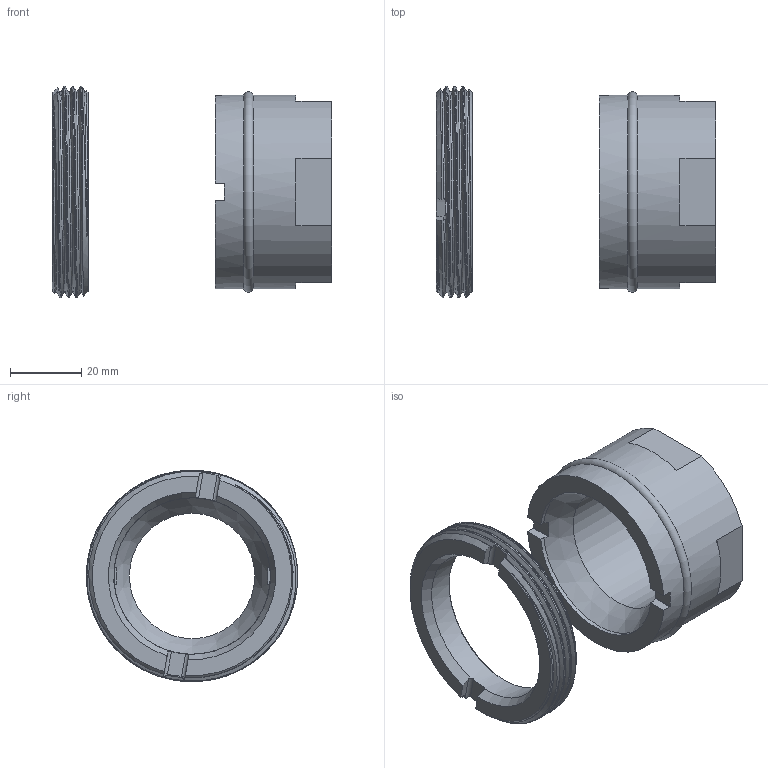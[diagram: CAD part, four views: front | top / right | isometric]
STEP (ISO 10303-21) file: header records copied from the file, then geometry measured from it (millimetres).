
FILE_DESCRIPTION(/* description */ ('','CAx-IF Rec.Pracs.---Representation and Presentation of Product Manufacturing Information (PMI)---4.0---2014-10-13'),/* implementation_level */ '2;1');
FILE_NAME(/* name */ '76458_LED_EasyFit_10.stp',/* time_stamp */ '2020-02-14T09:21:05+01:00',/* author */ ('guzb562'),/* organization */ (''),/* preprocessor_version */ 'ST-DEVELOPER v17.2',/* originating_system */ 'Autodesk Inventor 2019',/* authorisation */ '');
FILE_SCHEMA (('AP242_MANAGED_MODEL_BASED_3D_ENGINEERING_MIM_LF { 1 0 10303 442 1 1 4 }'));
Length unit declared in the file: millimetre
Products named in the file (3): Baugruppe1; 76458_LED_EasyFit_10; 73774_donut_inlet_sich_ring
Assembly tree (2 placements, depth 2):
  Baugruppe1
    76458_LED_EasyFit_10
    73774_donut_inlet_sich_ring
Bounding box: 78.36 x 59.35 x 59.4 mm (x, y, z)
Volume: 51131.4 mm3; surface area: 17842.4 mm2
Topology: 2 solids, 2 shells, 68 faces, 199 edges, 133 vertices
Faces by surface type: plane 26, bspline 20, cylinder 14, cone 7, torus 1
Full cylindrical faces by diameter (mm): 35.232 x1, 44 x1, 54.4 x2
Entity records: 13709 total; most frequent: CARTESIAN_POINT 11824, ORIENTED_EDGE 398, DIRECTION 319, EDGE_CURVE 199, VERTEX_POINT 133, AXIS2_PLACEMENT_3D 130, B_SPLINE_CURVE_WITH_KNOTS 89, EDGE_LOOP 70
